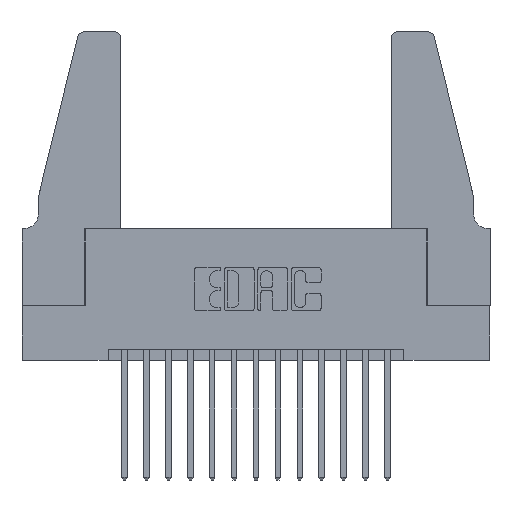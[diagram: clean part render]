
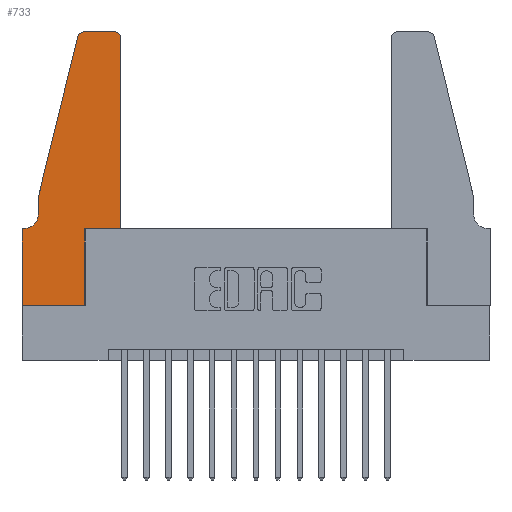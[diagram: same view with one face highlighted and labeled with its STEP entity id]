
A CAD part, top view. The second image highlights one B-rep face of the part: STEP entity #733.
In plain terms, the highlighted planar face has unit normal (0, 0, 1).
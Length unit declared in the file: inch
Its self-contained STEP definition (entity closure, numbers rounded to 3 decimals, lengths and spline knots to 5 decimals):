
#242 = EDGE_LOOP ( 'NONE', ( #5274, #15041, #12578, #15791, #9754, #3486, #6847, #3888, #10499, #699, #10879, #14504 ) ) ;
#347 = EDGE_CURVE ( 'NONE', #10527, #11599, #7486, .T. ) ;
#450 = AXIS2_PLACEMENT_3D ( 'NONE', #6391, #4407, #2006 ) ;
#603 = DIRECTION ( 'NONE',  ( 1., 0., 0. ) ) ;
#699 = ORIENTED_EDGE ( 'NONE', *, *, #2804, .T. ) ;
#733 = ADVANCED_FACE ( 'NONE', ( #12630 ), #4729, .T. ) ;
#881 = AXIS2_PLACEMENT_3D ( 'NONE', #15094, #7805, #16286 ) ;
#960 = CARTESIAN_POINT ( 'NONE',  ( 0.4505, 0.35, 0.37 ) ) ;
#992 = CARTESIAN_POINT ( 'NONE',  ( 0.0755, 0.35, 0.37 ) ) ;
#1085 = LINE ( 'NONE', #1536, #13684 ) ;
#1536 = CARTESIAN_POINT ( 'NONE',  ( 0., 0., 0.37 ) ) ;
#1829 = DIRECTION ( 'NONE',  ( 0., 0., 1. ) ) ;
#2006 = DIRECTION ( 'NONE',  ( 1., 0., 0. ) ) ;
#2363 = AXIS2_PLACEMENT_3D ( 'NONE', #2815, #11534, #4139 ) ;
#2804 = EDGE_CURVE ( 'NONE', #15788, #4727, #16108, .T. ) ;
#2805 = VECTOR ( 'NONE', #14829, 39.37008 ) ;
#2815 = CARTESIAN_POINT ( 'NONE',  ( 0.0055, 0.42, 0.37 ) ) ;
#3087 = VECTOR ( 'NONE', #13325, 39.37008 ) ;
#3302 = CARTESIAN_POINT ( 'NONE',  ( 0.2865, 0., 0.37 ) ) ;
#3374 = LINE ( 'NONE', #4026, #12860 ) ;
#3486 = ORIENTED_EDGE ( 'NONE', *, *, #12614, .T. ) ;
#3778 = CARTESIAN_POINT ( 'NONE',  ( 0.0755, 0.5, 0.37 ) ) ;
#3888 = ORIENTED_EDGE ( 'NONE', *, *, #15387, .T. ) ;
#4026 = CARTESIAN_POINT ( 'NONE',  ( 0.0755, 0.5, 0.37 ) ) ;
#4139 = DIRECTION ( 'NONE',  ( -1., 0., 0. ) ) ;
#4167 = VERTEX_POINT ( 'NONE', #3778 ) ;
#4406 = DIRECTION ( 'NONE',  ( 1., 0., 0. ) ) ;
#4407 = DIRECTION ( 'NONE',  ( 0., 0., 1. ) ) ;
#4727 = VERTEX_POINT ( 'NONE', #960 ) ;
#4729 = PLANE ( 'NONE',  #450 ) ;
#4997 = VERTEX_POINT ( 'NONE', #6677 ) ;
#5120 = CARTESIAN_POINT ( 'NONE',  ( 0., 0.35, 0.37 ) ) ;
#5274 = ORIENTED_EDGE ( 'NONE', *, *, #6894, .T. ) ;
#5808 = CIRCLE ( 'NONE', #881, 0.03 ) ;
#5925 = CARTESIAN_POINT ( 'NONE',  ( 0.0755, 0.42, 0.37 ) ) ;
#6166 = CARTESIAN_POINT ( 'NONE',  ( 0.0055, 0.35, 0.37 ) ) ;
#6391 = CARTESIAN_POINT ( 'NONE',  ( 0., 0.35, 0.37 ) ) ;
#6677 = CARTESIAN_POINT ( 'NONE',  ( 0.4205, 1.25, 0.37 ) ) ;
#6847 = ORIENTED_EDGE ( 'NONE', *, *, #12757, .T. ) ;
#6894 = EDGE_CURVE ( 'NONE', #4997, #10527, #12991, .T. ) ;
#7005 = LINE ( 'NONE', #992, #2805 ) ;
#7188 = VECTOR ( 'NONE', #14864, 39.37008 ) ;
#7486 = CIRCLE ( 'NONE', #12975, 0.03 ) ;
#7573 = CARTESIAN_POINT ( 'NONE',  ( 0.2865, 0.35, 0.37 ) ) ;
#7710 = EDGE_CURVE ( 'NONE', #8691, #4997, #5808, .T. ) ;
#7737 = LINE ( 'NONE', #8528, #13825 ) ;
#7805 = DIRECTION ( 'NONE',  ( 0., 0., 1. ) ) ;
#8453 = EDGE_CURVE ( 'NONE', #11599, #4167, #7737, .T. ) ;
#8489 = CARTESIAN_POINT ( 'NONE',  ( 0.2605, 1.25, 0.37 ) ) ;
#8528 = CARTESIAN_POINT ( 'NONE',  ( 0.0755, 0.5, 0.37 ) ) ;
#8691 = VERTEX_POINT ( 'NONE', #10385 ) ;
#8854 = CARTESIAN_POINT ( 'NONE',  ( 0.4505, 0.35, 0.37 ) ) ;
#9149 = CARTESIAN_POINT ( 'NONE',  ( 0., 0., 0.37 ) ) ;
#9202 = DIRECTION ( 'NONE',  ( 0., -1., 0. ) ) ;
#9619 = CARTESIAN_POINT ( 'NONE',  ( 0., 0., 0.37 ) ) ;
#9754 = ORIENTED_EDGE ( 'NONE', *, *, #10568, .T. ) ;
#9767 = DIRECTION ( 'NONE',  ( -0.239, -0.971, 0. ) ) ;
#10162 = LINE ( 'NONE', #15626, #16200 ) ;
#10212 = EDGE_CURVE ( 'NONE', #4727, #8691, #10162, .T. ) ;
#10221 = DIRECTION ( 'NONE',  ( 0., -1., 0. ) ) ;
#10235 = VERTEX_POINT ( 'NONE', #5925 ) ;
#10385 = CARTESIAN_POINT ( 'NONE',  ( 0.4505, 1.22, 0.37 ) ) ;
#10444 = VECTOR ( 'NONE', #16098, 39.37008 ) ;
#10471 = CARTESIAN_POINT ( 'NONE',  ( 0.284, 1.22, 0.37 ) ) ;
#10499 = ORIENTED_EDGE ( 'NONE', *, *, #13198, .T. ) ;
#10503 = CARTESIAN_POINT ( 'NONE',  ( 0.2865, 0.35, 0.37 ) ) ;
#10527 = VERTEX_POINT ( 'NONE', #15099 ) ;
#10568 = EDGE_CURVE ( 'NONE', #10235, #12586, #14537, .T. ) ;
#10768 = DIRECTION ( 'NONE',  ( 0., 1., 0. ) ) ;
#10879 = ORIENTED_EDGE ( 'NONE', *, *, #10212, .T. ) ;
#11534 = DIRECTION ( 'NONE',  ( 0., 0., -1. ) ) ;
#11599 = VERTEX_POINT ( 'NONE', #15369 ) ;
#11748 = LINE ( 'NONE', #9619, #12142 ) ;
#12142 = VECTOR ( 'NONE', #603, 39.37008 ) ;
#12578 = ORIENTED_EDGE ( 'NONE', *, *, #8453, .T. ) ;
#12586 = VERTEX_POINT ( 'NONE', #6166 ) ;
#12614 = EDGE_CURVE ( 'NONE', #12586, #15036, #7005, .T. ) ;
#12630 = FACE_OUTER_BOUND ( 'NONE', #242, .T. ) ;
#12733 = VERTEX_POINT ( 'NONE', #9149 ) ;
#12757 = EDGE_CURVE ( 'NONE', #15036, #12733, #1085, .T. ) ;
#12860 = VECTOR ( 'NONE', #10221, 39.37008 ) ;
#12975 = AXIS2_PLACEMENT_3D ( 'NONE', #10471, #1829, #4406 ) ;
#12991 = LINE ( 'NONE', #8489, #3087 ) ;
#13198 = EDGE_CURVE ( 'NONE', #13622, #15788, #13293, .T. ) ;
#13293 = LINE ( 'NONE', #7573, #7188 ) ;
#13325 = DIRECTION ( 'NONE',  ( -1., 0., 0. ) ) ;
#13622 = VERTEX_POINT ( 'NONE', #3302 ) ;
#13684 = VECTOR ( 'NONE', #9202, 39.37008 ) ;
#13825 = VECTOR ( 'NONE', #9767, 39.37008 ) ;
#14504 = ORIENTED_EDGE ( 'NONE', *, *, #7710, .T. ) ;
#14537 = CIRCLE ( 'NONE', #2363, 0.07 ) ;
#14829 = DIRECTION ( 'NONE',  ( -1., 0., 0. ) ) ;
#14864 = DIRECTION ( 'NONE',  ( 0., 1., 0. ) ) ;
#15036 = VERTEX_POINT ( 'NONE', #5120 ) ;
#15041 = ORIENTED_EDGE ( 'NONE', *, *, #347, .T. ) ;
#15094 = CARTESIAN_POINT ( 'NONE',  ( 0.4205, 1.22, 0.37 ) ) ;
#15099 = CARTESIAN_POINT ( 'NONE',  ( 0.284, 1.25, 0.37 ) ) ;
#15369 = CARTESIAN_POINT ( 'NONE',  ( 0.25487, 1.22718, 0.37 ) ) ;
#15387 = EDGE_CURVE ( 'NONE', #12733, #13622, #11748, .T. ) ;
#15626 = CARTESIAN_POINT ( 'NONE',  ( 0.4505, 0.35, 0.37 ) ) ;
#15788 = VERTEX_POINT ( 'NONE', #10503 ) ;
#15791 = ORIENTED_EDGE ( 'NONE', *, *, #16222, .T. ) ;
#16098 = DIRECTION ( 'NONE',  ( 1., 0., 0. ) ) ;
#16108 = LINE ( 'NONE', #8854, #10444 ) ;
#16200 = VECTOR ( 'NONE', #10768, 39.37008 ) ;
#16222 = EDGE_CURVE ( 'NONE', #4167, #10235, #3374, .T. ) ;
#16286 = DIRECTION ( 'NONE',  ( 1., 0., 0. ) ) ;
